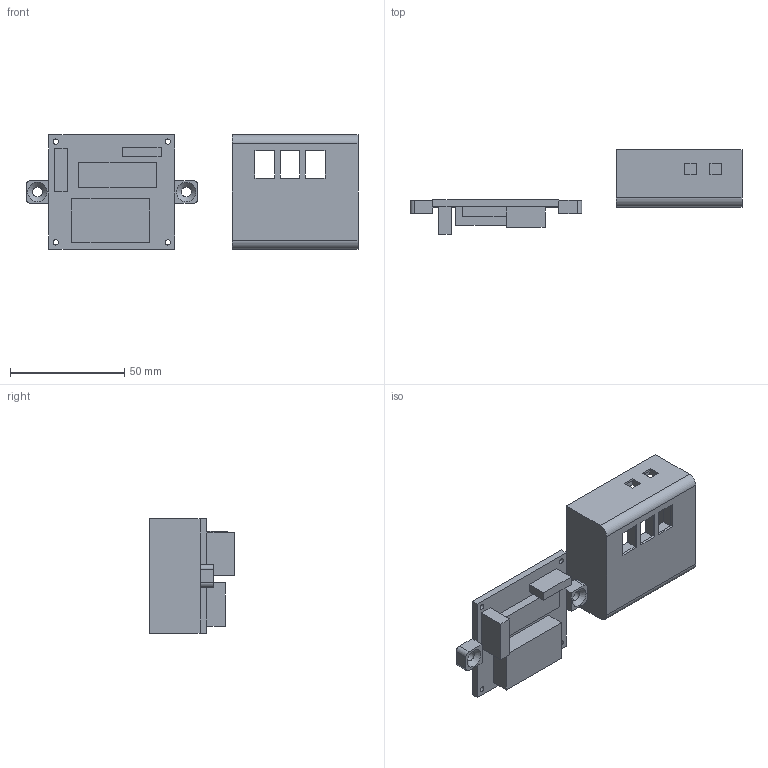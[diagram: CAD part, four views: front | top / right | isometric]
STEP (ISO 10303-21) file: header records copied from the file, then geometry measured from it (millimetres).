
FILE_DESCRIPTION(/* description */ (''),/* implementation_level */ '2;1');
FILE_NAME(/* name */ 'Case.step',/* time_stamp */ '2025-02-09T22:58:14+01:00',/* author */ (''),/* organization */ (''),/* preprocessor_version */ 'ST-DEVELOPER v20',/* originating_system */ 'Autodesk Translation Framework v13.14.0.145',/* authorisation */ '');
FILE_SCHEMA (('AUTOMOTIVE_DESIGN { 1 0 10303 214 3 1 1 }'));
Length unit declared in the file: millimetre
Products named in the file (1): Nano Counter
Bounding box: 145 x 37 x 50 mm (x, y, z)
Volume: 32970.2 mm3; surface area: 25461.7 mm2
Topology: 2 solids, 2 shells, 147 faces, 374 edges, 246 vertices
Faces by surface type: plane 125, cylinder 16, cone 6
Full cylindrical faces by diameter (mm): 2.3 x4, 3.5 x4, 4.4 x2
Entity records: 4435 total; most frequent: CARTESIAN_POINT 768, ORIENTED_EDGE 748, DIRECTION 708, EDGE_CURVE 374, LINE 336, VECTOR 336, VERTEX_POINT 246, EDGE_LOOP 186
